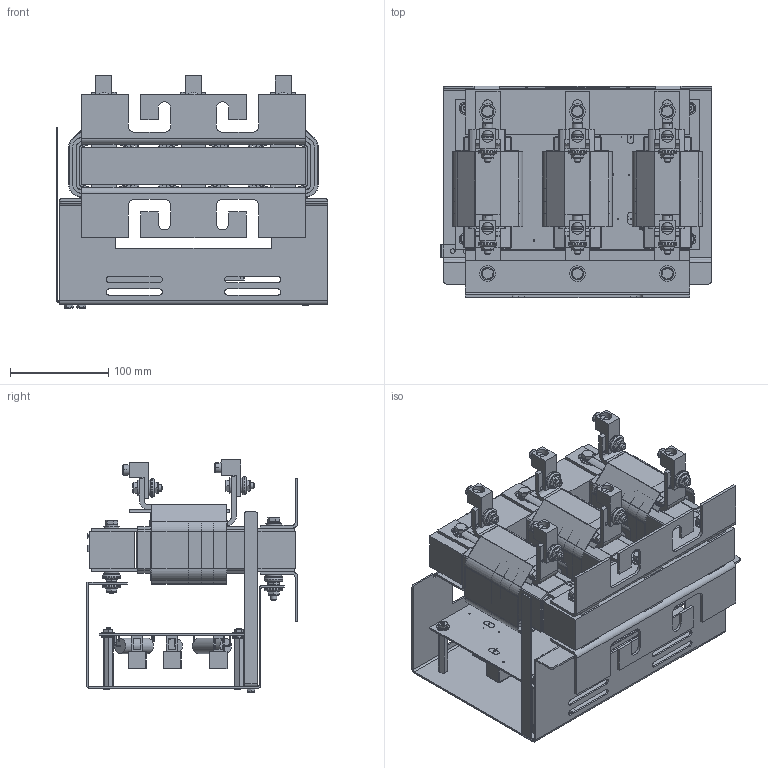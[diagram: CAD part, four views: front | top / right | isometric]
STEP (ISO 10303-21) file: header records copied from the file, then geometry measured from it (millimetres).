
FILE_DESCRIPTION(/* description */ (''),/* implementation_level */ '2;1');
FILE_NAME(/* name */ 'V1K130A00.stp',/* time_stamp */ '2022-02-28T08:50:51-06:00',/* author */ ('jnelson'),/* organization */ (''),/* preprocessor_version */ 'ST-DEVELOPER v17',/* originating_system */ 'Autodesk Inventor 2019',/* authorisation */ '');
FILE_SCHEMA (('AUTOMOTIVE_DESIGN { 1 0 10303 214 3 1 1 }'));
Products named in the file (42): v1k130a00; KDRH1R; 24262; 23412-1.50; 30097- LARGE  BLANK  (REACTOR); 1505-1763-4495 ASSEMBLY; 1763-4495 ASSEMBLY; 4495; 1502; 4222; 24978; 23524; 24978-CORE WRAP; 23167; 28957 FOR 29914 COIL; 24978-COIL; 15415; 24978-OUTER WRAP; 20852; 28958-24978; 14926; 1505 & 1763; 1745 and 1763; 1745; 1763; 25285-1-Assembly; 25285-1; 25285-1_1; pem stud 8-32, .50; 30576-1; 25346; 25012; 25011 BRD; 25012-1 DECAL; 25011 long RESISTOR; 25011 short RESISTOR; capacitor 2.15 MTG; 1967; 1496; 25441 ...
Assembly tree (111 placements, depth 4):
  v1k130a00
    14926  x6
    KDRH1R
      23412-1.50  x2
      24262  x2
      30097- LARGE  BLANK  (REACTOR)
      1505-1763-4495 ASSEMBLY  x6
        4495
        1763
        1505
      1763-4495 ASSEMBLY  x6
        4495
        1763
      4222  x4
      1502  x2
      24978  x3
        23524
        24978-CORE WRAP
        23167
        28957 FOR 29914 COIL
        24978-COIL
        15415
        24978-OUTER WRAP
        20852
        28958-24978
    1505 & 1763  x6
      1763
      1505
    1745 and 1763  x6
      1745
      1763
    25285-1-Assembly
      25285-1
        25285-1_1
        pem stud 8-32, .50  x4
      pem stud 8-32, .50  x4
      30576-1
      25346  x4
      25012
        25011 BRD
        25012-1 DECAL
        25011 long RESISTOR  x3
        25011 short RESISTOR  x3
        capacitor 2.15 MTG  x3
      1967  x8
      1496  x4
      25441  x2
      28038-BLANK
      1505  x2
    1505  x2
Bounding box: 276.1 x 215.27 x 236.29 mm (x, y, z)
Volume: 2612722.2 mm3; surface area: 1356939 mm2
Topology: 181 solids, 181 shells, 4435 faces, 11271 edges, 7515 vertices
Faces by surface type: plane 2496, cylinder 1591, bspline 166, cone 96, torus 62, sphere 24
Full cylindrical faces by diameter (mm): 0.762 x12, 1.159 x12, 1.524 x24, 3.175 x6, 3.454 x4, 3.505 x12, 4.166 x28, 4.318 x5, 4.597 x2, 4.775 x8, 4.978 x2, 5.117 x8, 5.588 x8, 6.147 x12, 6.35 x28, 6.747 x6, 7.112 x6, 7.137 x24, 7.62 x12, 8.738 x6, 9.652 x6, 10.317 x6, 12.095 x6, 12.7 x20, 15.875 x27, 18.491 x16
Entity records: 59282 total; most frequent: CARTESIAN_POINT 12809, ORIENTED_EDGE 9250, DIRECTION 9020, EDGE_CURVE 4625, LINE 3090, VECTOR 3090, VERTEX_POINT 3034, AXIS2_PLACEMENT_3D 2965
